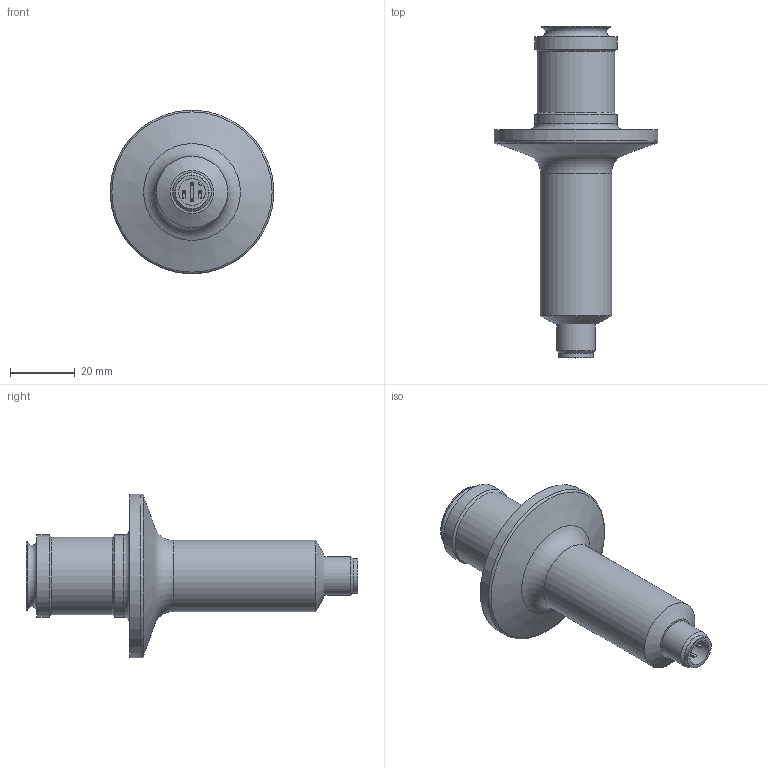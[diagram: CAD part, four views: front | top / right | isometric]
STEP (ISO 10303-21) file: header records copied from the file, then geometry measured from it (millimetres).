
FILE_DESCRIPTION( ( 'Unknown' ), '1' );
FILE_NAME( 'PBMH_xxxxxxxx1450xxx.stp', 'Unknown', ( 'Unknown' ), ( 'Unknown' ), 'PSStep 14.0', 'Unknown', ' ' );
FILE_SCHEMA( ( 'AUTOMOTIVE_DESIGN { 1 0 10303 214 1 1 1 1 }' ) );
Length unit declared in the file: millimetre
Products named in the file (1): 142551
Bounding box: 50.5 x 102.4 x 50.5 mm (x, y, z)
Volume: 48001.3 mm3; surface area: 11203.4 mm2
Topology: 1 solids, 1 shells, 103 faces, 271 edges, 177 vertices
Faces by surface type: plane 64, cylinder 28, cone 6, torus 5
Full cylindrical faces by diameter (mm): 8.3 x1, 10.5 x1, 12 x1, 21 x1, 22 x1, 24 x1, 25.3 x2, 50.5 x1
Entity records: 3864 total; most frequent: DIRECTION 526, CARTESIAN_POINT 522, ORIENTED_EDGE 492, EDGE_CURVE 246, AXIS2_PLACEMENT_3D 176, LINE 174, VECTOR 174, VERTEX_POINT 172
